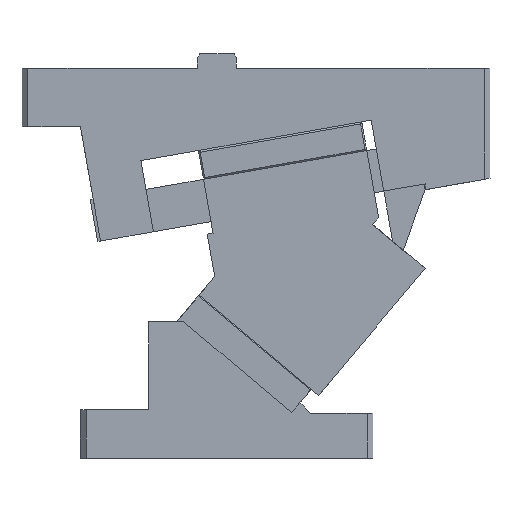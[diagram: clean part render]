
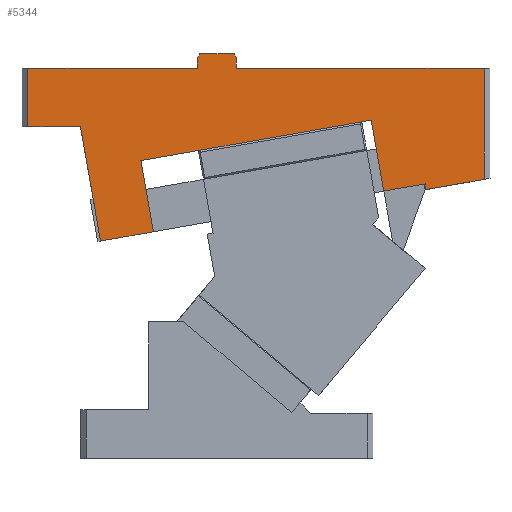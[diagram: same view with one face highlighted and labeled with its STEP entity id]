
A CAD part, front view. The second image highlights one B-rep face of the part: STEP entity #5344.
In plain terms, the highlighted planar face has unit normal (0, -1, 0).
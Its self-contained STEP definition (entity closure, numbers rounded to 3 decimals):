
#5081=CARTESIAN_POINT('Vertex',(176.717,0.,140.757)) ;
#5116=CARTESIAN_POINT('Vertex',(177.238,0.,137.802)) ;
#5119=CARTESIAN_POINT('Line Origine',(176.978,0.,139.28)) ;
#5173=CARTESIAN_POINT('Line Origine',(166.131,0.,138.89)) ;
#5177=CARTESIAN_POINT('Vertex',(155.544,0.,137.023)) ;
#5193=CARTESIAN_POINT('Axis2P3D Location',(20.064,0.,138.143)) ;
#5198=CARTESIAN_POINT('Line Origine',(60.,0.,202.75)) ;
#5202=CARTESIAN_POINT('Vertex',(60.,0.,200.)) ;
#5204=CARTESIAN_POINT('Vertex',(60.,0.,205.5)) ;
#5207=CARTESIAN_POINT('Line Origine',(16.5,0.,200.)) ;
#5211=CARTESIAN_POINT('Vertex',(-27.,0.,200.)) ;
#5214=CARTESIAN_POINT('Line Origine',(-27.,0.,185.)) ;
#5218=CARTESIAN_POINT('Vertex',(-27.,0.,170.)) ;
#5221=CARTESIAN_POINT('Line Origine',(-13.523,0.,170.)) ;
#5225=CARTESIAN_POINT('Vertex',(-0.046,0.,170.)) ;
#5228=CARTESIAN_POINT('Line Origine',(5.119,0.,140.705)) ;
#5232=CARTESIAN_POINT('Vertex',(10.285,0.,111.41)) ;
#5235=CARTESIAN_POINT('Line Origine',(23.826,0.,113.798)) ;
#5239=CARTESIAN_POINT('Vertex',(37.367,0.,116.186)) ;
#5242=CARTESIAN_POINT('Line Origine',(34.155,0.,134.405)) ;
#5246=CARTESIAN_POINT('Vertex',(30.942,0.,152.624)) ;
#5249=CARTESIAN_POINT('Line Origine',(90.031,0.,163.042)) ;
#5253=CARTESIAN_POINT('Vertex',(149.119,0.,173.461)) ;
#5256=CARTESIAN_POINT('Line Origine',(152.332,0.,155.242)) ;
#5261=CARTESIAN_POINT('Line Origine',(178.119,0.,137.958)) ;
#5265=CARTESIAN_POINT('Vertex',(179.,0.,138.113)) ;
#5268=CARTESIAN_POINT('Line Origine',(193.,0.,140.582)) ;
#5272=CARTESIAN_POINT('Vertex',(207.,0.,143.05)) ;
#5275=CARTESIAN_POINT('Line Origine',(207.,0.,155.525)) ;
#5279=CARTESIAN_POINT('Vertex',(207.,0.,168.)) ;
#5282=CARTESIAN_POINT('Line Origine',(207.,0.,184.)) ;
#5286=CARTESIAN_POINT('Vertex',(207.,0.,200.)) ;
#5289=CARTESIAN_POINT('Line Origine',(143.5,0.,200.)) ;
#5293=CARTESIAN_POINT('Vertex',(80.,0.,200.)) ;
#5296=CARTESIAN_POINT('Line Origine',(80.,0.,202.75)) ;
#5300=CARTESIAN_POINT('Vertex',(80.,0.,205.5)) ;
#5303=CARTESIAN_POINT('Line Origine',(79.423,0.,206.5)) ;
#5307=CARTESIAN_POINT('Vertex',(78.845,0.,207.5)) ;
#5310=CARTESIAN_POINT('Line Origine',(70.,0.,207.5)) ;
#5314=CARTESIAN_POINT('Vertex',(61.155,0.,207.5)) ;
#5317=CARTESIAN_POINT('Line Origine',(60.577,0.,206.5)) ;
#5120=DIRECTION('Vector Direction',(-0.174,0.,0.985)) ;
#5174=DIRECTION('Vector Direction',(0.985,0.,0.174)) ;
#5194=DIRECTION('Axis2P3D Direction',(0.,-1.,0.)) ;
#5195=DIRECTION('Axis2P3D XDirection',(1.,0.,0.)) ;
#5199=DIRECTION('Vector Direction',(0.,0.,1.)) ;
#5208=DIRECTION('Vector Direction',(1.,0.,0.)) ;
#5215=DIRECTION('Vector Direction',(0.,0.,-1.)) ;
#5222=DIRECTION('Vector Direction',(-1.,0.,0.)) ;
#5229=DIRECTION('Vector Direction',(0.174,0.,-0.985)) ;
#5236=DIRECTION('Vector Direction',(-0.985,0.,-0.174)) ;
#5243=DIRECTION('Vector Direction',(-0.174,0.,0.985)) ;
#5250=DIRECTION('Vector Direction',(-0.985,0.,-0.174)) ;
#5257=DIRECTION('Vector Direction',(-0.174,0.,0.985)) ;
#5262=DIRECTION('Vector Direction',(0.985,0.,0.174)) ;
#5269=DIRECTION('Vector Direction',(0.985,0.,0.174)) ;
#5276=DIRECTION('Vector Direction',(0.,0.,-1.)) ;
#5283=DIRECTION('Vector Direction',(0.,0.,1.)) ;
#5290=DIRECTION('Vector Direction',(1.,0.,0.)) ;
#5297=DIRECTION('Vector Direction',(0.,0.,1.)) ;
#5304=DIRECTION('Vector Direction',(0.5,0.,-0.866)) ;
#5311=DIRECTION('Vector Direction',(-1.,0.,0.)) ;
#5318=DIRECTION('Vector Direction',(-0.5,0.,-0.866)) ;
#5196=AXIS2_PLACEMENT_3D('Plane Axis2P3D',#5193,#5194,#5195) ;
#5323=ORIENTED_EDGE('',*,*,#5206,.F.) ;
#5324=ORIENTED_EDGE('',*,*,#5213,.F.) ;
#5325=ORIENTED_EDGE('',*,*,#5220,.T.) ;
#5326=ORIENTED_EDGE('',*,*,#5227,.T.) ;
#5327=ORIENTED_EDGE('',*,*,#5234,.F.) ;
#5328=ORIENTED_EDGE('',*,*,#5241,.F.) ;
#5329=ORIENTED_EDGE('',*,*,#5248,.T.) ;
#5330=ORIENTED_EDGE('',*,*,#5255,.F.) ;
#5331=ORIENTED_EDGE('',*,*,#5260,.F.) ;
#5332=ORIENTED_EDGE('',*,*,#5179,.T.) ;
#5333=ORIENTED_EDGE('',*,*,#5123,.F.) ;
#5334=ORIENTED_EDGE('',*,*,#5267,.T.) ;
#5335=ORIENTED_EDGE('',*,*,#5274,.T.) ;
#5336=ORIENTED_EDGE('',*,*,#5281,.F.) ;
#5337=ORIENTED_EDGE('',*,*,#5288,.T.) ;
#5338=ORIENTED_EDGE('',*,*,#5295,.F.) ;
#5339=ORIENTED_EDGE('',*,*,#5302,.T.) ;
#5340=ORIENTED_EDGE('',*,*,#5309,.F.) ;
#5341=ORIENTED_EDGE('',*,*,#5316,.F.) ;
#5342=ORIENTED_EDGE('',*,*,#5321,.F.) ;
#5121=VECTOR('Line Direction',#5120,1.) ;
#5175=VECTOR('Line Direction',#5174,1.) ;
#5200=VECTOR('Line Direction',#5199,1.) ;
#5209=VECTOR('Line Direction',#5208,1.) ;
#5216=VECTOR('Line Direction',#5215,1.) ;
#5223=VECTOR('Line Direction',#5222,1.) ;
#5230=VECTOR('Line Direction',#5229,1.) ;
#5237=VECTOR('Line Direction',#5236,1.) ;
#5244=VECTOR('Line Direction',#5243,1.) ;
#5251=VECTOR('Line Direction',#5250,1.) ;
#5258=VECTOR('Line Direction',#5257,1.) ;
#5263=VECTOR('Line Direction',#5262,1.) ;
#5270=VECTOR('Line Direction',#5269,1.) ;
#5277=VECTOR('Line Direction',#5276,1.) ;
#5284=VECTOR('Line Direction',#5283,1.) ;
#5291=VECTOR('Line Direction',#5290,1.) ;
#5298=VECTOR('Line Direction',#5297,1.) ;
#5305=VECTOR('Line Direction',#5304,1.) ;
#5312=VECTOR('Line Direction',#5311,1.) ;
#5319=VECTOR('Line Direction',#5318,1.) ;
#5344=ADVANCED_FACE('CAM HOLDER',(#5343),#5197,.T.) ;
#5123=EDGE_CURVE('',#5117,#5082,#5122,.T.) ;
#5179=EDGE_CURVE('',#5178,#5082,#5176,.T.) ;
#5206=EDGE_CURVE('',#5203,#5205,#5201,.T.) ;
#5213=EDGE_CURVE('',#5212,#5203,#5210,.T.) ;
#5220=EDGE_CURVE('',#5212,#5219,#5217,.T.) ;
#5227=EDGE_CURVE('',#5219,#5226,#5224,.F.) ;
#5234=EDGE_CURVE('',#5233,#5226,#5231,.F.) ;
#5241=EDGE_CURVE('',#5240,#5233,#5238,.T.) ;
#5248=EDGE_CURVE('',#5240,#5247,#5245,.T.) ;
#5255=EDGE_CURVE('',#5254,#5247,#5252,.T.) ;
#5260=EDGE_CURVE('',#5178,#5254,#5259,.T.) ;
#5267=EDGE_CURVE('',#5117,#5266,#5264,.T.) ;
#5274=EDGE_CURVE('',#5266,#5273,#5271,.T.) ;
#5281=EDGE_CURVE('',#5280,#5273,#5278,.T.) ;
#5288=EDGE_CURVE('',#5280,#5287,#5285,.T.) ;
#5295=EDGE_CURVE('',#5294,#5287,#5292,.T.) ;
#5302=EDGE_CURVE('',#5294,#5301,#5299,.T.) ;
#5309=EDGE_CURVE('',#5308,#5301,#5306,.T.) ;
#5316=EDGE_CURVE('',#5315,#5308,#5313,.F.) ;
#5321=EDGE_CURVE('',#5205,#5315,#5320,.F.) ;
#5322=EDGE_LOOP('',(#5323,#5324,#5325,#5326,#5327,#5328,#5329,#5330,#5331,#5332,#5333,#5334,#5335,#5336,#5337,#5338,#5339,#5340,#5341,#5342)) ;
#5343=FACE_OUTER_BOUND('',#5322,.T.) ;
#5122=LINE('Line',#5119,#5121) ;
#5176=LINE('Line',#5173,#5175) ;
#5201=LINE('Line',#5198,#5200) ;
#5210=LINE('Line',#5207,#5209) ;
#5217=LINE('Line',#5214,#5216) ;
#5224=LINE('Line',#5221,#5223) ;
#5231=LINE('Line',#5228,#5230) ;
#5238=LINE('Line',#5235,#5237) ;
#5245=LINE('Line',#5242,#5244) ;
#5252=LINE('Line',#5249,#5251) ;
#5259=LINE('Line',#5256,#5258) ;
#5264=LINE('Line',#5261,#5263) ;
#5271=LINE('Line',#5268,#5270) ;
#5278=LINE('Line',#5275,#5277) ;
#5285=LINE('Line',#5282,#5284) ;
#5292=LINE('Line',#5289,#5291) ;
#5299=LINE('Line',#5296,#5298) ;
#5306=LINE('Line',#5303,#5305) ;
#5313=LINE('Line',#5310,#5312) ;
#5320=LINE('Line',#5317,#5319) ;
#5197=PLANE('Plane',#5196) ;
#5082=VERTEX_POINT('',#5081) ;
#5117=VERTEX_POINT('',#5116) ;
#5178=VERTEX_POINT('',#5177) ;
#5203=VERTEX_POINT('',#5202) ;
#5205=VERTEX_POINT('',#5204) ;
#5212=VERTEX_POINT('',#5211) ;
#5219=VERTEX_POINT('',#5218) ;
#5226=VERTEX_POINT('',#5225) ;
#5233=VERTEX_POINT('',#5232) ;
#5240=VERTEX_POINT('',#5239) ;
#5247=VERTEX_POINT('',#5246) ;
#5254=VERTEX_POINT('',#5253) ;
#5266=VERTEX_POINT('',#5265) ;
#5273=VERTEX_POINT('',#5272) ;
#5280=VERTEX_POINT('',#5279) ;
#5287=VERTEX_POINT('',#5286) ;
#5294=VERTEX_POINT('',#5293) ;
#5301=VERTEX_POINT('',#5300) ;
#5308=VERTEX_POINT('',#5307) ;
#5315=VERTEX_POINT('',#5314) ;
